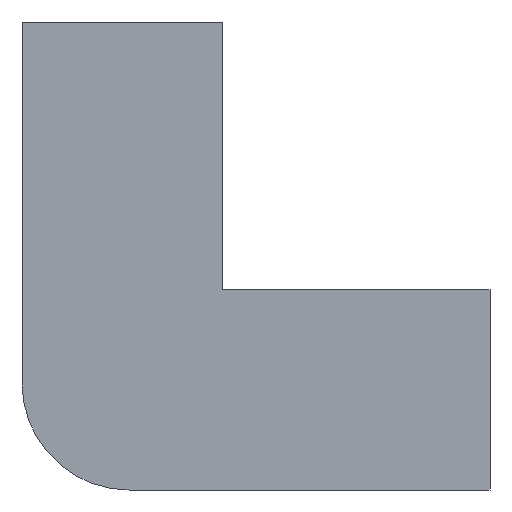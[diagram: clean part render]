
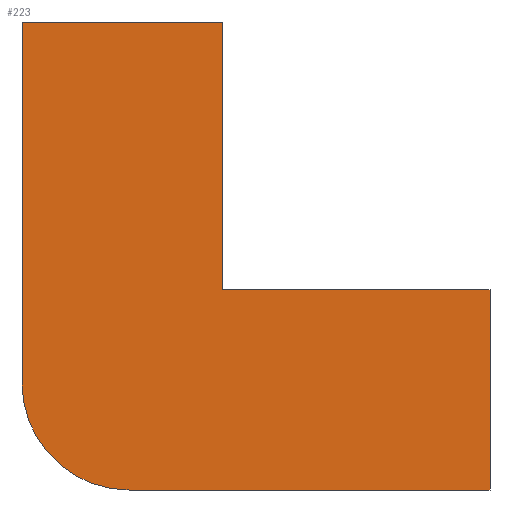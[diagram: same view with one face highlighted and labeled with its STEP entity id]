
A CAD part, left-side view. The second image highlights one B-rep face of the part: STEP entity #223.
In plain terms, the highlighted planar face has unit normal (-1, 0, 0).
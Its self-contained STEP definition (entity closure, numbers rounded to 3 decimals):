
#13 = DIRECTION ( 'NONE',  ( 0., 0., -1. ) ) ;
#28 = VECTOR ( 'NONE', #297, 1000. ) ;
#29 = CARTESIAN_POINT ( 'NONE',  ( -16.45, 11.85, -11.85 ) ) ;
#48 = CARTESIAN_POINT ( 'NONE',  ( -16.45, 21.85, -11.85 ) ) ;
#52 = LINE ( 'NONE', #436, #76 ) ;
#54 = CARTESIAN_POINT ( 'NONE',  ( -16.45, -21.85, -3.15 ) ) ;
#57 = ORIENTED_EDGE ( 'NONE', *, *, #424, .F. ) ;
#74 = DIRECTION ( 'NONE',  ( 0., 0., -1. ) ) ;
#76 = VECTOR ( 'NONE', #476, 1000. ) ;
#81 = DIRECTION ( 'NONE',  ( 0., -1., 0. ) ) ;
#84 = VERTEX_POINT ( 'NONE', #512 ) ;
#86 = LINE ( 'NONE', #321, #115 ) ;
#95 = VECTOR ( 'NONE', #170, 1000. ) ;
#102 = CARTESIAN_POINT ( 'NONE',  ( -16.45, 11.85, -11.85 ) ) ;
#108 = VERTEX_POINT ( 'NONE', #48 ) ;
#111 = DIRECTION ( 'NONE',  ( 0., 0., 1. ) ) ;
#115 = VECTOR ( 'NONE', #81, 1000. ) ;
#138 = ORIENTED_EDGE ( 'NONE', *, *, #510, .F. ) ;
#152 = CARTESIAN_POINT ( 'NONE',  ( -16.45, 3.15, 21.85 ) ) ;
#158 = EDGE_CURVE ( 'NONE', #216, #84, #396, .T. ) ;
#160 = CARTESIAN_POINT ( 'NONE',  ( -16.45, 21.85, 21.85 ) ) ;
#163 = CARTESIAN_POINT ( 'NONE',  ( -16.45, 11.85, -21.85 ) ) ;
#170 = DIRECTION ( 'NONE',  ( 0., 1., 0. ) ) ;
#182 = VERTEX_POINT ( 'NONE', #54 ) ;
#196 = ORIENTED_EDGE ( 'NONE', *, *, #347, .F. ) ;
#213 = AXIS2_PLACEMENT_3D ( 'NONE', #102, #263, #13 ) ;
#216 = VERTEX_POINT ( 'NONE', #152 ) ;
#223 = ADVANCED_FACE ( 'NONE', ( #351 ), #502, .F. ) ;
#229 = EDGE_CURVE ( 'NONE', #273, #216, #359, .T. ) ;
#244 = VECTOR ( 'NONE', #111, 1000. ) ;
#263 = DIRECTION ( 'NONE',  ( 1., 0., 0. ) ) ;
#270 = LINE ( 'NONE', #357, #244 ) ;
#273 = VERTEX_POINT ( 'NONE', #160 ) ;
#280 = ORIENTED_EDGE ( 'NONE', *, *, #158, .F. ) ;
#297 = DIRECTION ( 'NONE',  ( 0., 0., -1. ) ) ;
#301 = CARTESIAN_POINT ( 'NONE',  ( -16.45, 21.85, 21.85 ) ) ;
#311 = LINE ( 'NONE', #367, #95 ) ;
#315 = DIRECTION ( 'NONE',  ( 1., 0., 0. ) ) ;
#321 = CARTESIAN_POINT ( 'NONE',  ( -16.45, -21.85, -3.15 ) ) ;
#324 = VERTEX_POINT ( 'NONE', #354 ) ;
#335 = EDGE_LOOP ( 'NONE', ( #490, #523, #280, #493, #196, #57, #138 ) ) ;
#341 = VECTOR ( 'NONE', #509, 1000. ) ;
#347 = EDGE_CURVE ( 'NONE', #108, #273, #270, .T. ) ;
#351 = FACE_OUTER_BOUND ( 'NONE', #335, .T. ) ;
#354 = CARTESIAN_POINT ( 'NONE',  ( -16.45, -21.85, -21.85 ) ) ;
#357 = CARTESIAN_POINT ( 'NONE',  ( -16.45, 21.85, 21.85 ) ) ;
#359 = LINE ( 'NONE', #301, #341 ) ;
#367 = CARTESIAN_POINT ( 'NONE',  ( -16.45, 11.85, -21.85 ) ) ;
#371 = VERTEX_POINT ( 'NONE', #163 ) ;
#385 = CARTESIAN_POINT ( 'NONE',  ( -16.45, 3.15, 21.85 ) ) ;
#396 = LINE ( 'NONE', #385, #28 ) ;
#424 = EDGE_CURVE ( 'NONE', #371, #108, #480, .T. ) ;
#436 = CARTESIAN_POINT ( 'NONE',  ( -16.45, -21.85, -3.15 ) ) ;
#469 = AXIS2_PLACEMENT_3D ( 'NONE', #29, #315, #74 ) ;
#476 = DIRECTION ( 'NONE',  ( 0., 0., -1. ) ) ;
#480 = CIRCLE ( 'NONE', #469, 10. ) ;
#490 = ORIENTED_EDGE ( 'NONE', *, *, #494, .F. ) ;
#493 = ORIENTED_EDGE ( 'NONE', *, *, #229, .F. ) ;
#494 = EDGE_CURVE ( 'NONE', #182, #324, #52, .T. ) ;
#502 = PLANE ( 'NONE',  #213 ) ;
#509 = DIRECTION ( 'NONE',  ( 0., -1., 0. ) ) ;
#510 = EDGE_CURVE ( 'NONE', #324, #371, #311, .T. ) ;
#512 = CARTESIAN_POINT ( 'NONE',  ( -16.45, 3.15, -3.15 ) ) ;
#523 = ORIENTED_EDGE ( 'NONE', *, *, #535, .F. ) ;
#535 = EDGE_CURVE ( 'NONE', #84, #182, #86, .T. ) ;
